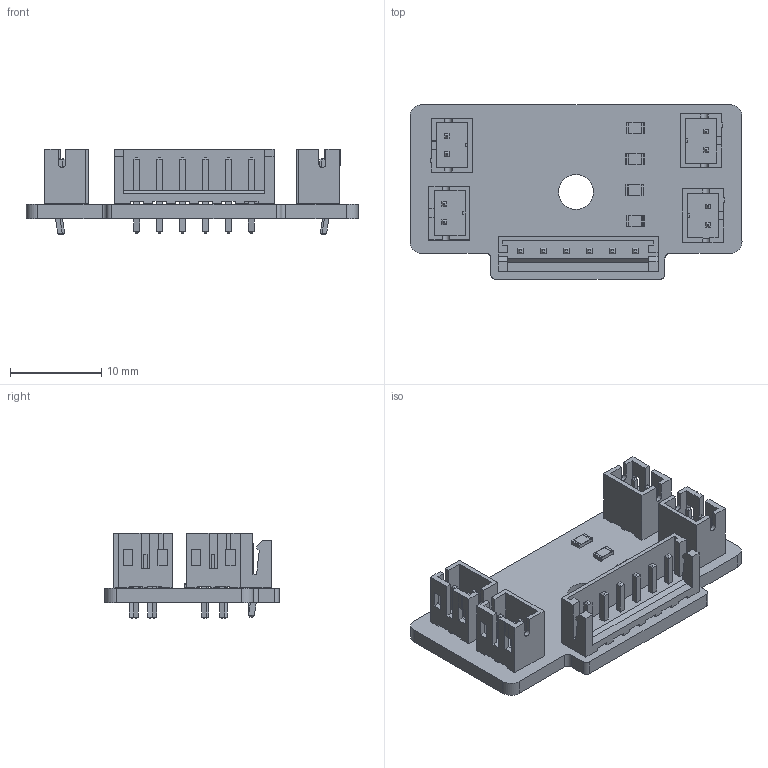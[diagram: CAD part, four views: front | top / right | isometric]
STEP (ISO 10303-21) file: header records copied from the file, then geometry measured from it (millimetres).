
FILE_DESCRIPTION(('KiCad electronic assembly'),'2;1');
FILE_NAME('ForceBoard.step','2024-05-24T22:56:21',('Pcbnew'),('Kicad'), 'Open CASCADE STEP processor 7.6','KiCad to STEP converter','Unknown' );
FILE_SCHEMA(('AUTOMOTIVE_DESIGN { 1 0 10303 214 1 1 1 1 }'));
Length unit declared in the file: millimetre
Products named in the file (8): ForceBoard 1; JST_PH_B2B-PH-K_1x02_P2.00mm_Vertical; SOLID; JST_EH_B6B-EH-A_1x06_P2.50mm_Vertical; R_0805_2012Metric; ForceBoard PCB
Assembly tree (13 placements, depth 3):
  ForceBoard 1
    JST_PH_B2B-PH-K_1x02_P2.00mm_Vertical  x4
      SOLID
    JST_EH_B6B-EH-A_1x06_P2.50mm_Vertical
      SOLID
    R_0805_2012Metric  x4
      SOLID
    ForceBoard PCB
Bounding box: 36.31 x 19.05 x 9.4 mm (x, y, z)
Volume: 1495.4 mm3; surface area: 3148 mm2
Topology: 10 solids, 10 shells, 679 faces, 1817 edges, 1182 vertices
Faces by surface type: plane 616, cylinder 63
Full cylindrical faces by diameter (mm): 0.75 x8, 0.95 x6, 3.81 x1
Entity records: 23145 total; most frequent: CARTESIAN_POINT 3747, DIRECTION 3218, LINE 2403, VECTOR 2403, ORIENTED_EDGE 1690, PCURVE 1690, DEFINITIONAL_REPRESENTATION 1690, EDGE_CURVE 845
